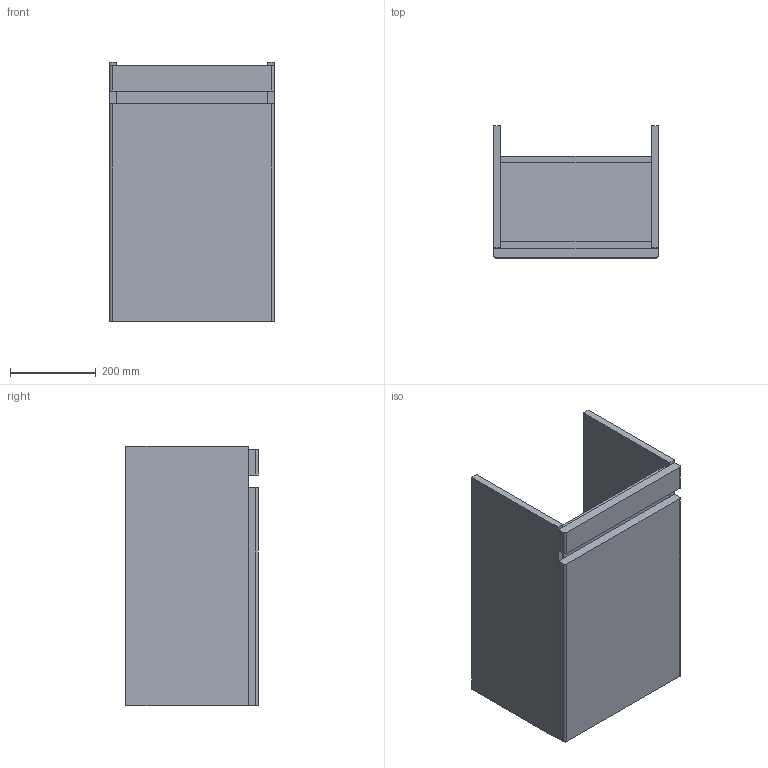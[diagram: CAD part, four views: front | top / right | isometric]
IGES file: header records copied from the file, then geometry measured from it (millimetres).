
Global section: file name: 501902; native system: Autodesk Inventor 2018; preprocessor: unknown; author: JANAN; date: 20210205.101206; units: millimetre
Bounding box: 384 x 308 x 605 mm (x, y, z)
Volume: 14411682 mm3; surface area: 1798437.5 mm2
Topology: 6 solids, 6 shells, 46 faces, 102 edges, 68 vertices
Faces by surface type: bspline 46
